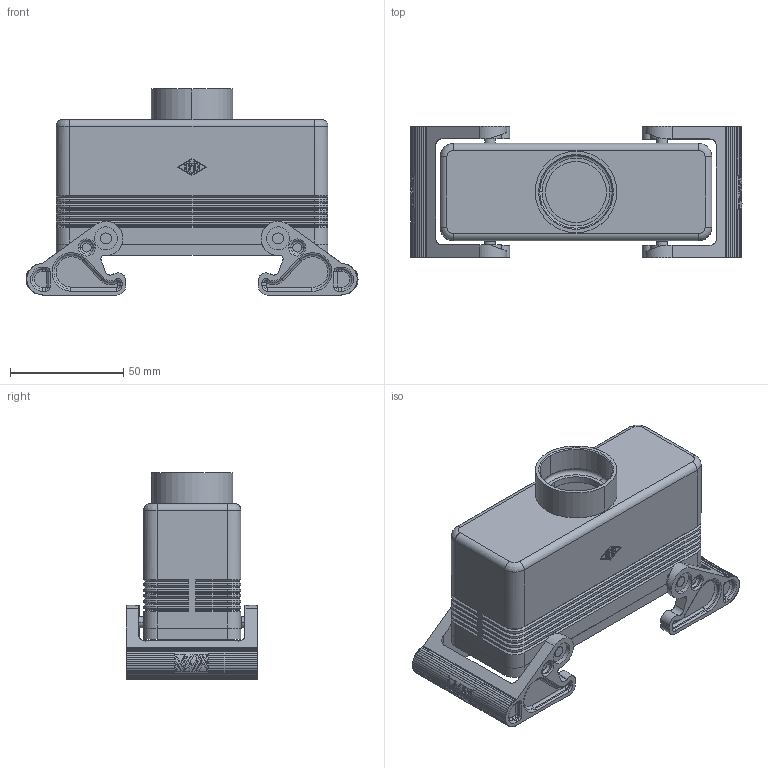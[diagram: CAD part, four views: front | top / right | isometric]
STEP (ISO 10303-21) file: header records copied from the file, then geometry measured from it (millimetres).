
FILE_DESCRIPTION(('Creo Elements/Direct Modeling STEP Export'),'2;1');
FILE_NAME('MHVN 24 G32.stp','2014-06-23T16:04:20',(''),(''),'Creo Elements/Direct Modeling STEP processor for AP214 (Solid Model)','Creo Elements/Direct Modeling 18.0B 02-Dec-2011 (C) Parametric Technology GmbH','');
FILE_SCHEMA(('AUTOMOTIVE_DESIGN { 1 0 10303 214 1 1 1 1 }'));
Length unit declared in the file: millimetre
Products named in the file (6): MFVN_24_G32.1; MFVN_24_G32; MFVN_24_G32.stp; CHV_Tüllengehäuse_2_Bügel_für_einen_Einsatz; MHV_24_G32.stp
Assembly tree (4 placements, depth 3):
  MFVN_24_G32.stp
    MFVN_24_G32
      MFVN_24_G32
      MFVN_24_G32.1
  MHV_24_G32.stp
    CHV_Tüllengehäuse_2_Bügel_für_einen_Einsatz
Bounding box: 146.6 x 58.2 x 91 mm (x, y, z)
Volume: 92660.4 mm3; surface area: 136708.7 mm2
Topology: 2 solids, 30 shells, 1494 faces, 3657 edges, 2241 vertices
Faces by surface type: plane 838, cylinder 456, cone 116, torus 76, bspline 8
Entity records: 47409 total; most frequent: CARTESIAN_POINT 7462, ORIENTED_EDGE 7403, DIRECTION 7167, EDGE_CURVE 3656, AXIS2_PLACEMENT_3D 2406, VECTOR 2355, LINE 2355, VERTEX_POINT 2241
